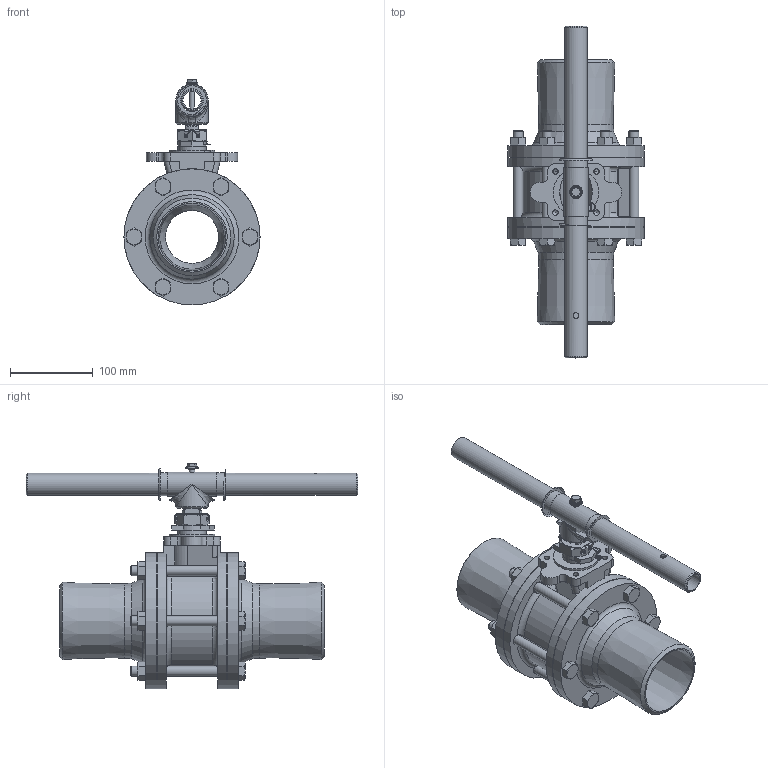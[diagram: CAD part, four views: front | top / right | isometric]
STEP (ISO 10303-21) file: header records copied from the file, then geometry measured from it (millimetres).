
FILE_DESCRIPTION(('FreeCAD Model'),'2;1');
FILE_NAME('Open CASCADE Shape Model','2021-08-23T10:07:48',('Author'),( ''),'Open CASCADE STEP processor 7.5','FreeCAD','Unknown');
FILE_SCHEMA(('AUTOMOTIVE_DESIGN { 1 0 10303 214 1 1 1 1 }'));
Length unit declared in the file: millimetre
Products named in the file (1): GA-A459-30-BWA-W-A-1_Long001
Bounding box: 164 x 400 x 272.22 mm (x, y, z)
Volume: 2246695.3 mm3; surface area: 455181.1 mm2
Topology: 23 solids, 23 shells, 590 faces, 1392 edges, 855 vertices
Faces by surface type: plane 239, cone 161, cylinder 144, torus 27, bspline 19
Full cylindrical faces by diameter (mm): 2 x2, 4.032 x2, 4.8 x1, 4.917 x2, 6 x2, 6.647 x4, 7 x5, 10.106 x6, 11 x1, 12 x6, 12.5 x12, 12.9 x12, 14 x1, 21.7 x1, 21.835 x1, 26.9 x1, 27.55 x2, 29 x1, 33.77 x1, 39 x1, 63.625 x3, 77.924 x2, 125 x2, 164 x4
Entity records: 48677 total; most frequent: CARTESIAN_POINT 22775, DIRECTION 4479, ORIENTED_EDGE 2732, PCURVE 2732, DEFINITIONAL_REPRESENTATION 2732, LINE 2152, VECTOR 2152, EDGE_CURVE 1366
